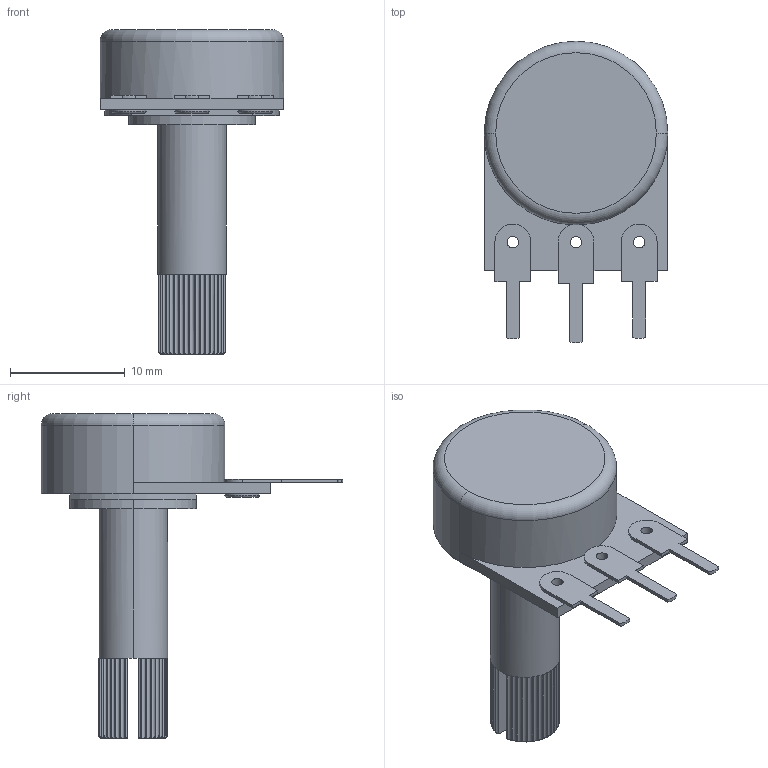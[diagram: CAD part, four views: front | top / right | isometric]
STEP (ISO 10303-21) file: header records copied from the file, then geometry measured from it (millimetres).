
FILE_DESCRIPTION (( 'STEP AP203' ), '1' );
FILE_NAME ('potenciometro bk10.STEP', '2020-03-07T00:48:59', ( '' ), ( '' ), 'SwSTEP 2.0', 'SolidWorks 2016', '' );
FILE_SCHEMA (( 'CONFIG_CONTROL_DESIGN' ));
Length unit declared in the file: millimetre
Products named in the file (1): potenciometro bk10
Bounding box: 16 x 26.27 x 28.3 mm (x, y, z)
Volume: 2168.7 mm3; surface area: 1563.1 mm2
Topology: 1 solids, 1 shells, 176 faces, 483 edges, 314 vertices
Faces by surface type: cylinder 82, plane 78, torus 16
Entity records: 6232 total; most frequent: CARTESIAN_POINT 1582, DIRECTION 995, ORIENTED_EDGE 966, EDGE_CURVE 483, AXIS2_PLACEMENT_3D 393, VERTEX_POINT 314, CIRCLE 216, LINE 209
